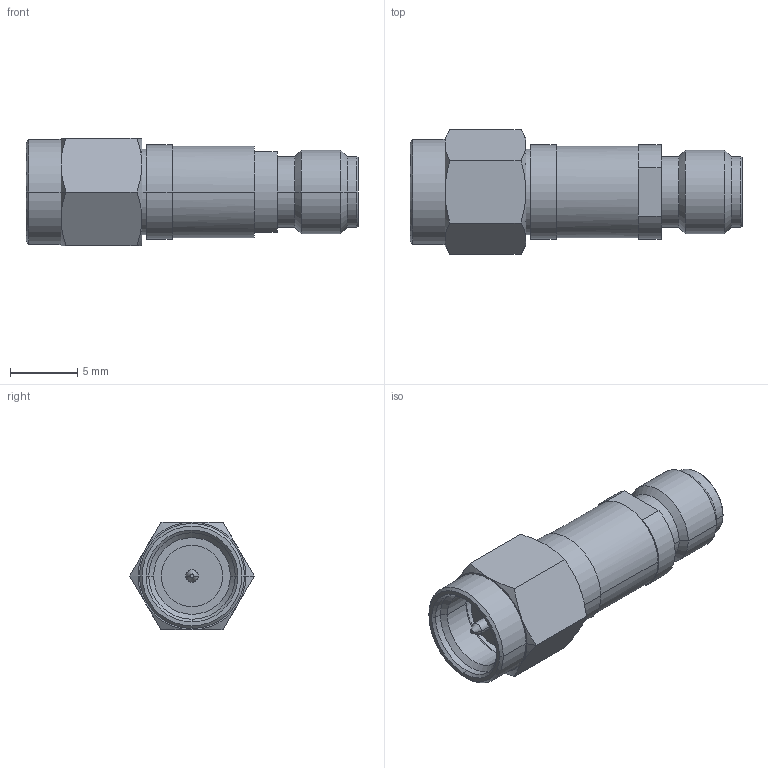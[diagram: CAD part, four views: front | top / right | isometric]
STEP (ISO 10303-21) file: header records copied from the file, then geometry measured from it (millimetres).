
FILE_DESCRIPTION (( 'STEP AP214' ), '1' );
FILE_NAME ('SD8266_3D.STEP', '2022-01-26T17:38:22', ( '' ), ( '' ), 'SwSTEP 2.0', 'SolidWorks 2021', '' );
FILE_SCHEMA (( 'AUTOMOTIVE_DESIGN' ));
Length unit declared in the file: millimetre
Products named in the file (1): SD8266_3D
Bounding box: 24.65 x 9.24 x 8 mm (x, y, z)
Volume: 844.2 mm3; surface area: 821.9 mm2
Topology: 1 solids, 1 shells, 91 faces, 193 edges, 114 vertices
Faces by surface type: cone 36, cylinder 31, plane 24
Entity records: 2587 total; most frequent: CARTESIAN_POINT 567, DIRECTION 451, ORIENTED_EDGE 386, EDGE_CURVE 193, AXIS2_PLACEMENT_3D 190, VERTEX_POINT 114, EDGE_LOOP 101, CIRCLE 98
